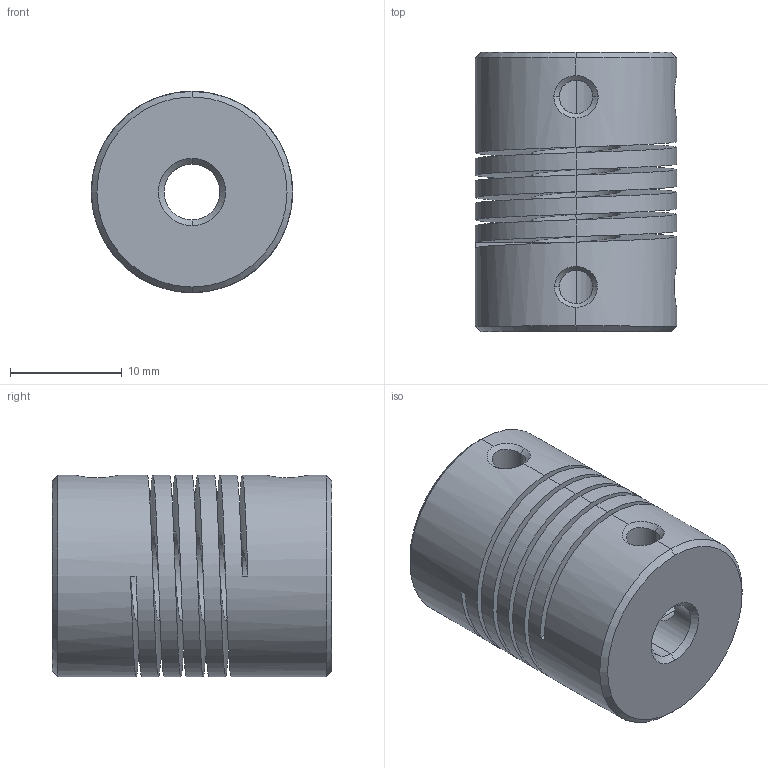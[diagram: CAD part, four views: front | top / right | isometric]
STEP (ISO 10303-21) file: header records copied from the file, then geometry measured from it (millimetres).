
FILE_DESCRIPTION (( 'STEP AP214' ), '1' );
FILE_NAME ('MotorCoupling.STEP', '2024-02-18T09:59:57', ( '' ), ( '' ), 'SwSTEP 2.0', '', '' );
FILE_SCHEMA (( 'AUTOMOTIVE_DESIGN' ));
Length unit declared in the file: millimetre
Products named in the file (1): MotorCoupling
Bounding box: 18 x 25 x 18 mm (x, y, z)
Volume: 4650.5 mm3; surface area: 4392.3 mm2
Topology: 1 solids, 1 shells, 55 faces, 163 edges, 104 vertices
Faces by surface type: cylinder 32, bspline 10, cone 8, plane 5
Entity records: 7343 total; most frequent: CARTESIAN_POINT 6058, ORIENTED_EDGE 326, DIRECTION 186, EDGE_CURVE 163, VERTEX_POINT 104, AXIS2_PLACEMENT_3D 66, EDGE_LOOP 61, ADVANCED_FACE 55
